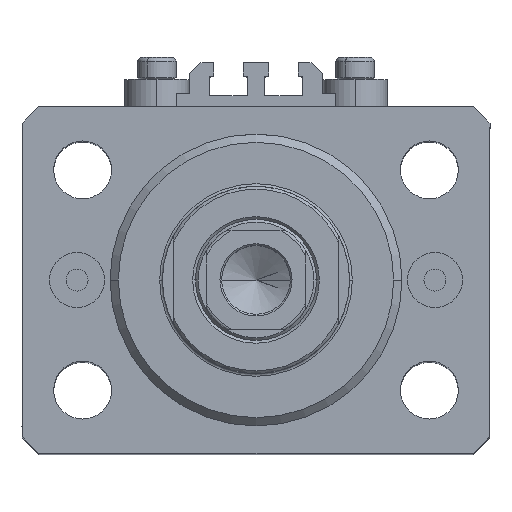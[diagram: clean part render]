
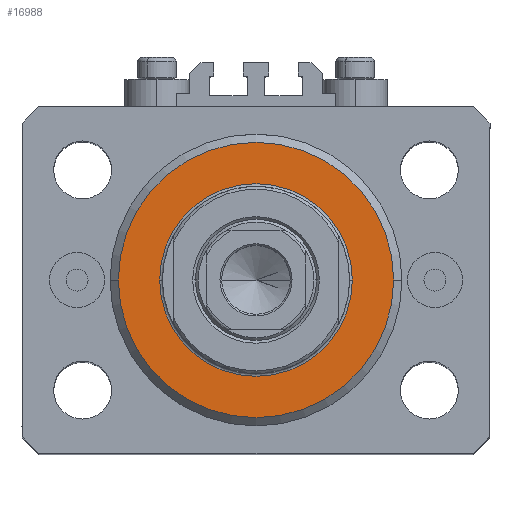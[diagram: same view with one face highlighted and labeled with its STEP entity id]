
A CAD part, top view. The second image highlights one B-rep face of the part: STEP entity #16988.
In plain terms, the highlighted face is planar.
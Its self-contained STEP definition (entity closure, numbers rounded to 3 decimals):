
#748 = AXIS2_PLACEMENT_3D ( 'NONE', #32878, #7582, #3997 ) ;
#1182 = EDGE_CURVE ( 'NONE', #15728, #1819, #33297, .T. ) ;
#1297 = DIRECTION ( 'NONE',  ( 0., 0., 1. ) ) ;
#1466 = AXIS2_PLACEMENT_3D ( 'NONE', #21782, #32519, #13920 ) ;
#1783 = EDGE_CURVE ( 'NONE', #35300, #40506, #36265, .T. ) ;
#1819 = VERTEX_POINT ( 'NONE', #14474 ) ;
#2120 = CARTESIAN_POINT ( 'NONE',  ( 0., 0., 0. ) ) ;
#3997 = DIRECTION ( 'NONE',  ( 1., 0., 0. ) ) ;
#5318 = CARTESIAN_POINT ( 'NONE',  ( 17.5, 0., 0. ) ) ;
#6868 = ORIENTED_EDGE ( 'NONE', *, *, #1783, .T. ) ;
#7582 = DIRECTION ( 'NONE',  ( 0., 0., 1. ) ) ;
#7697 = ORIENTED_EDGE ( 'NONE', *, *, #42752, .T. ) ;
#8458 = CARTESIAN_POINT ( 'NONE',  ( 0., 0., 0. ) ) ;
#10873 = DIRECTION ( 'NONE',  ( 0., 0., -1. ) ) ;
#12328 = AXIS2_PLACEMENT_3D ( 'NONE', #27898, #21237, #31721 ) ;
#13367 = ORIENTED_EDGE ( 'NONE', *, *, #1182, .T. ) ;
#13920 = DIRECTION ( 'NONE',  ( 1., 0., 0. ) ) ;
#14474 = CARTESIAN_POINT ( 'NONE',  ( -17.5, 0., 0. ) ) ;
#15728 = VERTEX_POINT ( 'NONE', #5318 ) ;
#16988 = ADVANCED_FACE ( 'NONE', ( #20984, #42210 ), #31961, .F. ) ;
#17791 = CARTESIAN_POINT ( 'NONE',  ( -25., 0., 0. ) ) ;
#19446 = DIRECTION ( 'NONE',  ( 1., 0., 0. ) ) ;
#20984 = FACE_BOUND ( 'NONE', #32179, .T. ) ;
#21237 = DIRECTION ( 'NONE',  ( 0., 0., 1. ) ) ;
#21782 = CARTESIAN_POINT ( 'NONE',  ( 0., 0., 0. ) ) ;
#25315 = EDGE_LOOP ( 'NONE', ( #6868, #37322 ) ) ;
#27898 = CARTESIAN_POINT ( 'NONE',  ( 0., 0., 0. ) ) ;
#29378 = AXIS2_PLACEMENT_3D ( 'NONE', #8458, #1297, #19446 ) ;
#31721 = DIRECTION ( 'NONE',  ( 1., 0., 0. ) ) ;
#31961 = PLANE ( 'NONE',  #12328 ) ;
#32179 = EDGE_LOOP ( 'NONE', ( #13367, #7697 ) ) ;
#32519 = DIRECTION ( 'NONE',  ( 0., 0., -1. ) ) ;
#32878 = CARTESIAN_POINT ( 'NONE',  ( 0., 0., 0. ) ) ;
#33297 = CIRCLE ( 'NONE', #29378, 17.5 ) ;
#35300 = VERTEX_POINT ( 'NONE', #36747 ) ;
#36265 = CIRCLE ( 'NONE', #40080, 25. ) ;
#36313 = EDGE_CURVE ( 'NONE', #40506, #35300, #40340, .T. ) ;
#36747 = CARTESIAN_POINT ( 'NONE',  ( 25., 0., 0. ) ) ;
#37322 = ORIENTED_EDGE ( 'NONE', *, *, #36313, .T. ) ;
#38615 = DIRECTION ( 'NONE',  ( 1., 0., 0. ) ) ;
#40080 = AXIS2_PLACEMENT_3D ( 'NONE', #2120, #10873, #38615 ) ;
#40340 = CIRCLE ( 'NONE', #1466, 25. ) ;
#40506 = VERTEX_POINT ( 'NONE', #17791 ) ;
#42210 = FACE_OUTER_BOUND ( 'NONE', #25315, .T. ) ;
#42752 = EDGE_CURVE ( 'NONE', #1819, #15728, #46504, .T. ) ;
#46504 = CIRCLE ( 'NONE', #748, 17.5 ) ;
